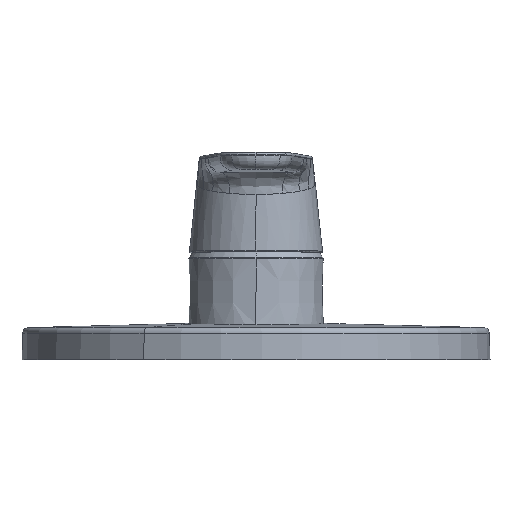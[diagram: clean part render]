
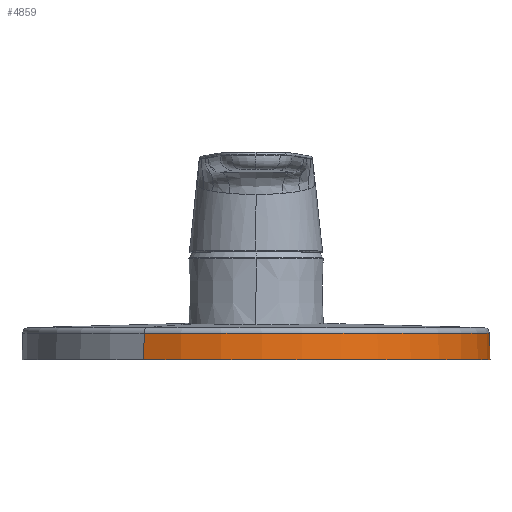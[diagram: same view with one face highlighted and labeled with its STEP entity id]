
A CAD part, front view. The second image highlights one B-rep face of the part: STEP entity #4859.
In plain terms, the highlighted conical face has half-angle 1.5 degrees and reference radius 84.697 mm.
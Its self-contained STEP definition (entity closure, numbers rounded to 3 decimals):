
#408 = CARTESIAN_POINT ( 'NONE',  ( 0., 0., 0.513 ) ) ;
#454 = DIRECTION ( 'NONE',  ( -0.479, -0.878, 0. ) ) ;
#460 = CIRCLE ( 'NONE', #3951, 84.745 ) ;
#848 = ORIENTED_EDGE ( 'NONE', *, *, #3397, .T. ) ;
#889 = LINE ( 'NONE', #5525, #6211 ) ;
#1529 = EDGE_CURVE ( 'NONE', #3169, #6505, #889, .T. ) ;
#1913 = VERTEX_POINT ( 'NONE', #6106 ) ;
#2232 = CARTESIAN_POINT ( 'NONE',  ( 40.629, 74.371, 10.24 ) ) ;
#2262 = CARTESIAN_POINT ( 'NONE',  ( -40.751, -74.595, 0.513 ) ) ;
#2286 = EDGE_CURVE ( 'NONE', #6505, #6065, #4266, .T. ) ;
#2923 = ORIENTED_EDGE ( 'NONE', *, *, #2286, .F. ) ;
#2985 = DIRECTION ( 'NONE',  ( 0., 0., -1. ) ) ;
#3169 = VERTEX_POINT ( 'NONE', #2232 ) ;
#3372 = ORIENTED_EDGE ( 'NONE', *, *, #4573, .T. ) ;
#3397 = EDGE_CURVE ( 'NONE', #3169, #1913, #460, .T. ) ;
#3564 = CARTESIAN_POINT ( 'NONE',  ( 0., 0., 12.103 ) ) ;
#3735 = AXIS2_PLACEMENT_3D ( 'NONE', #408, #2985, #4991 ) ;
#3951 = AXIS2_PLACEMENT_3D ( 'NONE', #5266, #5744, #4221 ) ;
#4086 = ORIENTED_EDGE ( 'NONE', *, *, #1529, .F. ) ;
#4221 = DIRECTION ( 'NONE',  ( -1., 0., 0. ) ) ;
#4266 = CIRCLE ( 'NONE', #3735, 85. ) ;
#4454 = LINE ( 'NONE', #6067, #4944 ) ;
#4573 = EDGE_CURVE ( 'NONE', #1913, #6065, #4454, .T. ) ;
#4714 = DIRECTION ( 'NONE',  ( 0.013, 0.023, -1. ) ) ;
#4859 = ADVANCED_FACE ( 'NONE', ( #6083 ), #4861, .T. ) ;
#4861 = CONICAL_SURFACE ( 'NONE', #5536, 84.696, 0.026 ) ;
#4944 = VECTOR ( 'NONE', #6556, 1000. ) ;
#4991 = DIRECTION ( 'NONE',  ( 0., -1., 0. ) ) ;
#5084 = DIRECTION ( 'NONE',  ( 0., 0., -1. ) ) ;
#5207 = EDGE_LOOP ( 'NONE', ( #4086, #848, #3372, #2923 ) ) ;
#5266 = CARTESIAN_POINT ( 'NONE',  ( 0., 0., 10.24 ) ) ;
#5525 = CARTESIAN_POINT ( 'NONE',  ( 40.606, 74.328, 12.103 ) ) ;
#5536 = AXIS2_PLACEMENT_3D ( 'NONE', #3564, #5084, #454 ) ;
#5744 = DIRECTION ( 'NONE',  ( 0., 0., -1. ) ) ;
#6065 = VERTEX_POINT ( 'NONE', #2262 ) ;
#6067 = CARTESIAN_POINT ( 'NONE',  ( -40.606, -74.328, 12.103 ) ) ;
#6083 = FACE_OUTER_BOUND ( 'NONE', #5207, .T. ) ;
#6106 = CARTESIAN_POINT ( 'NONE',  ( -40.629, -74.371, 10.24 ) ) ;
#6211 = VECTOR ( 'NONE', #4714, 1000. ) ;
#6382 = CARTESIAN_POINT ( 'NONE',  ( 40.751, 74.595, 0.513 ) ) ;
#6505 = VERTEX_POINT ( 'NONE', #6382 ) ;
#6556 = DIRECTION ( 'NONE',  ( -0.013, -0.023, -1. ) ) ;
